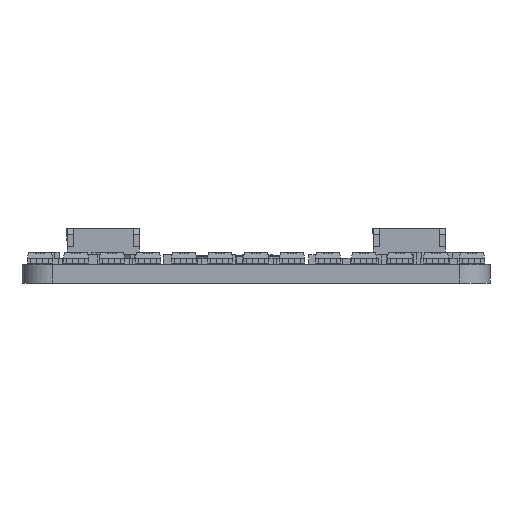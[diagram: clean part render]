
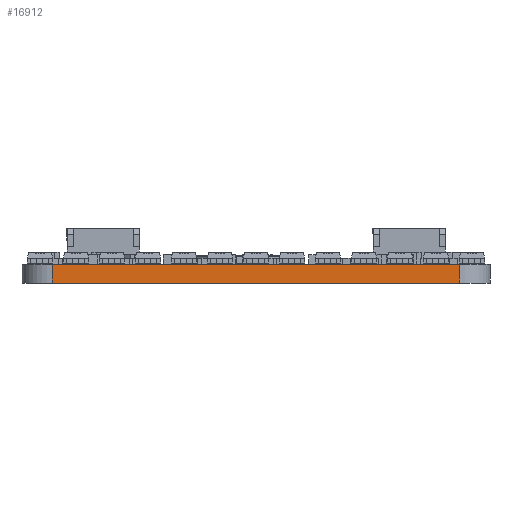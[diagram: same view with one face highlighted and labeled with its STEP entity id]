
A CAD part, front view. The second image highlights one B-rep face of the part: STEP entity #16912.
In plain terms, the highlighted planar face has unit normal (0, -1, 0).
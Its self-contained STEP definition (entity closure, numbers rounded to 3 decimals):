
#1049=PLANE('',#18308);
#1885=FACE_OUTER_BOUND('',#2787,.T.);
#2787=EDGE_LOOP('',(#12320,#12321,#12322,#12323));
#4038=LINE('',#25207,#5813);
#4039=LINE('',#25209,#5814);
#4040=LINE('',#25211,#5815);
#4041=LINE('',#25212,#5816);
#5813=VECTOR('',#20533,10.);
#5814=VECTOR('',#20534,10.);
#5815=VECTOR('',#20535,10.);
#5816=VECTOR('',#20536,10.);
#8233=VERTEX_POINT('',#25205);
#8234=VERTEX_POINT('',#25206);
#8235=VERTEX_POINT('',#25208);
#8236=VERTEX_POINT('',#25210);
#9900=EDGE_CURVE('',#8233,#8234,#4038,.T.);
#9901=EDGE_CURVE('',#8233,#8235,#4039,.T.);
#9902=EDGE_CURVE('',#8236,#8235,#4040,.T.);
#9903=EDGE_CURVE('',#8234,#8236,#4041,.T.);
#12320=ORIENTED_EDGE('',*,*,#9900,.F.);
#12321=ORIENTED_EDGE('',*,*,#9901,.T.);
#12322=ORIENTED_EDGE('',*,*,#9902,.F.);
#12323=ORIENTED_EDGE('',*,*,#9903,.F.);
#16912=ADVANCED_FACE('',(#1885),#1049,.T.);
#18308=AXIS2_PLACEMENT_3D('',#25204,#20531,#20532);
#20531=DIRECTION('center_axis',(0.,-1.,0.));
#20532=DIRECTION('ref_axis',(1.,0.,0.));
#20533=DIRECTION('',(-1.,0.,0.));
#20534=DIRECTION('',(0.,0.,1.));
#20535=DIRECTION('',(1.,0.,0.));
#20536=DIRECTION('',(0.,0.,1.));
#25204=CARTESIAN_POINT('Origin',(2.54,-5.08,0.));
#25205=CARTESIAN_POINT('',(36.46,-5.08,0.));
#25206=CARTESIAN_POINT('',(2.54,-5.08,0.));
#25207=CARTESIAN_POINT('',(36.46,-5.08,0.));
#25208=CARTESIAN_POINT('',(36.46,-5.08,1.57));
#25209=CARTESIAN_POINT('',(36.46,-5.08,0.));
#25210=CARTESIAN_POINT('',(2.54,-5.08,1.57));
#25211=CARTESIAN_POINT('',(36.46,-5.08,1.57));
#25212=CARTESIAN_POINT('',(2.54,-5.08,0.));
